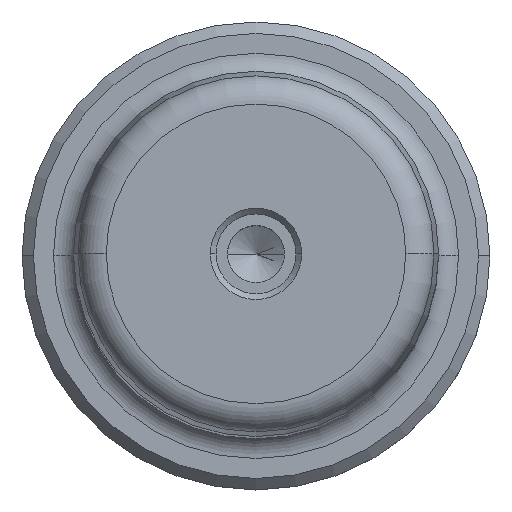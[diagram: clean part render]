
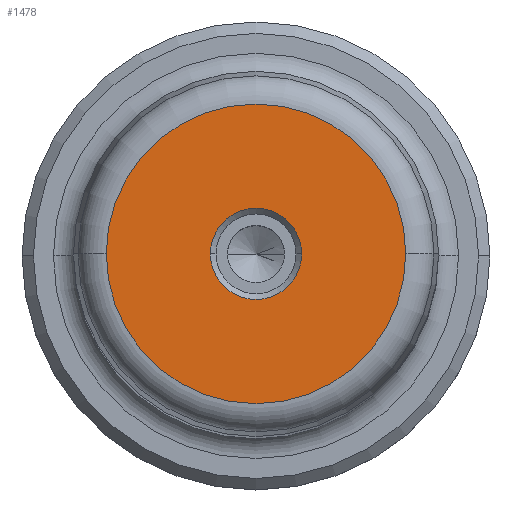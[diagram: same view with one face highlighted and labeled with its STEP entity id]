
A CAD part, top view. The second image highlights one B-rep face of the part: STEP entity #1478.
In plain terms, the highlighted planar face has unit normal (0, 0, 1).
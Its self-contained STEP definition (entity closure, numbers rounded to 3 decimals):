
#29 = VERTEX_POINT ( 'NONE', #669 ) ;
#150 = DIRECTION ( 'NONE',  ( 1., 0., 0. ) ) ;
#164 = CARTESIAN_POINT ( 'NONE',  ( 0., 0., 140. ) ) ;
#210 = EDGE_LOOP ( 'NONE', ( #231, #2103 ) ) ;
#229 = VERTEX_POINT ( 'NONE', #263 ) ;
#231 = ORIENTED_EDGE ( 'NONE', *, *, #1257, .T. ) ;
#263 = CARTESIAN_POINT ( 'NONE',  ( 4., 0., 140. ) ) ;
#277 = VERTEX_POINT ( 'NONE', #1756 ) ;
#332 = EDGE_LOOP ( 'NONE', ( #1607, #1601 ) ) ;
#350 = CARTESIAN_POINT ( 'NONE',  ( -13.124, 0., 140. ) ) ;
#360 = DIRECTION ( 'NONE',  ( 1., 0., 0. ) ) ;
#439 = AXIS2_PLACEMENT_3D ( 'NONE', #2048, #1283, #150 ) ;
#513 = CARTESIAN_POINT ( 'NONE',  ( 0., 0., 140. ) ) ;
#542 = AXIS2_PLACEMENT_3D ( 'NONE', #164, #1501, #360 ) ;
#563 = DIRECTION ( 'NONE',  ( 1., 0., 0. ) ) ;
#669 = CARTESIAN_POINT ( 'NONE',  ( 13.124, 0., 140. ) ) ;
#700 = EDGE_CURVE ( 'NONE', #29, #1969, #1435, .T. ) ;
#705 = DIRECTION ( 'NONE',  ( 1., 0., 0. ) ) ;
#818 = CARTESIAN_POINT ( 'NONE',  ( 0., 0., 140. ) ) ;
#851 = AXIS2_PLACEMENT_3D ( 'NONE', #513, #1847, #705 ) ;
#902 = PLANE ( 'NONE',  #439 ) ;
#958 = EDGE_CURVE ( 'NONE', #277, #229, #1129, .T. ) ;
#1009 = DIRECTION ( 'NONE',  ( 1., 0., 0. ) ) ;
#1129 = CIRCLE ( 'NONE', #2041, 4. ) ;
#1154 = CIRCLE ( 'NONE', #542, 4. ) ;
#1257 = EDGE_CURVE ( 'NONE', #229, #277, #1154, .T. ) ;
#1283 = DIRECTION ( 'NONE',  ( 0., 0., 1. ) ) ;
#1435 = CIRCLE ( 'NONE', #1584, 13.124 ) ;
#1478 = ADVANCED_FACE ( 'NONE', ( #2190, #1688 ), #902, .T. ) ;
#1501 = DIRECTION ( 'NONE',  ( 0., 0., -1. ) ) ;
#1534 = CIRCLE ( 'NONE', #851, 13.124 ) ;
#1584 = AXIS2_PLACEMENT_3D ( 'NONE', #1805, #1706, #563 ) ;
#1601 = ORIENTED_EDGE ( 'NONE', *, *, #2107, .T. ) ;
#1607 = ORIENTED_EDGE ( 'NONE', *, *, #700, .T. ) ;
#1688 = FACE_OUTER_BOUND ( 'NONE', #332, .T. ) ;
#1706 = DIRECTION ( 'NONE',  ( 0., 0., 1. ) ) ;
#1756 = CARTESIAN_POINT ( 'NONE',  ( -4., 0., 140. ) ) ;
#1805 = CARTESIAN_POINT ( 'NONE',  ( 0., 0., 140. ) ) ;
#1847 = DIRECTION ( 'NONE',  ( 0., 0., 1. ) ) ;
#1969 = VERTEX_POINT ( 'NONE', #350 ) ;
#2041 = AXIS2_PLACEMENT_3D ( 'NONE', #818, #2146, #1009 ) ;
#2048 = CARTESIAN_POINT ( 'NONE',  ( 0., 0., 140. ) ) ;
#2103 = ORIENTED_EDGE ( 'NONE', *, *, #958, .T. ) ;
#2107 = EDGE_CURVE ( 'NONE', #1969, #29, #1534, .T. ) ;
#2146 = DIRECTION ( 'NONE',  ( 0., 0., -1. ) ) ;
#2190 = FACE_BOUND ( 'NONE', #210, .T. ) ;
